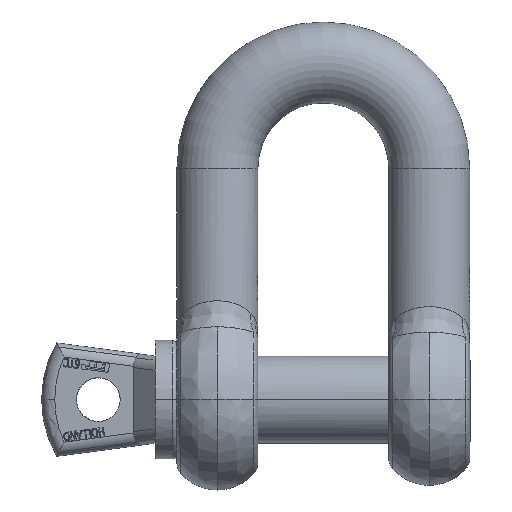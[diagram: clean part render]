
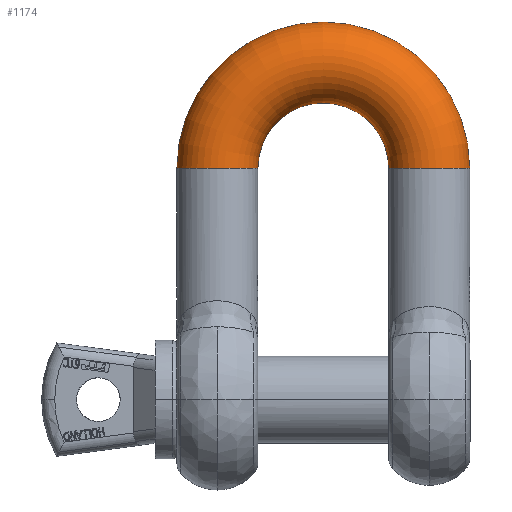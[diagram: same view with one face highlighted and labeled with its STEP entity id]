
A CAD part, top view. The second image highlights one B-rep face of the part: STEP entity #1174.
In plain terms, the highlighted toroidal (fillet/blend) face has major radius 85 mm and minor radius 32.5 mm.
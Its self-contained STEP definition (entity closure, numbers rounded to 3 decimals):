
#1174=ADVANCED_FACE('',(#2902),#2903,.T.);
#2902=FACE_OUTER_BOUND('',#6638,.T.);
#2903=TOROIDAL_SURFACE('',#6639,85.0,32.5);
#6638=EDGE_LOOP('',(#12177,#12178,#12179,#12180));
#6639=AXIS2_PLACEMENT_3D('',#12181,#12182,#12183);
#12177=ORIENTED_EDGE('',*,*,#17856,.F.);
#12178=ORIENTED_EDGE('',*,*,#18214,.F.);
#12179=ORIENTED_EDGE('',*,*,#17854,.F.);
#12180=ORIENTED_EDGE('',*,*,#17663,.T.);
#12181=CARTESIAN_POINT('',(0.0,185.5,0.0));
#12182=DIRECTION('',(0.0,0.0,-1.0));
#12183=DIRECTION('',(-1.0,0.0,0.0));
#17663=EDGE_CURVE('',#20620,#20622,#21043,.F.);
#17854=EDGE_CURVE('',#20620,#21336,#21337,.F.);
#17856=EDGE_CURVE('',#21338,#20622,#21340,.T.);
#18214=EDGE_CURVE('',#21336,#21338,#21844,.T.);
#20620=VERTEX_POINT('',#25675);
#20622=VERTEX_POINT('',#25678);
#21043=CIRCLE('',#27274,32.5);
#21336=VERTEX_POINT('',#27945);
#21337=CIRCLE('',#27946,52.5);
#21338=VERTEX_POINT('',#27947);
#21340=CIRCLE('',#27949,117.5);
#21844=CIRCLE('',#29095,32.5);
#25675=CARTESIAN_POINT('',(52.5,185.5,0.0));
#25678=CARTESIAN_POINT('',(117.5,185.5,0.));
#27274=AXIS2_PLACEMENT_3D('',#37505,#37506,#37507);
#27945=CARTESIAN_POINT('',(-52.5,185.5,0.0));
#27946=AXIS2_PLACEMENT_3D('',#37567,#37568,#37569);
#27947=CARTESIAN_POINT('',(-117.5,185.5,0.));
#27949=AXIS2_PLACEMENT_3D('',#37573,#37574,#37575);
#29095=AXIS2_PLACEMENT_3D('',#37656,#37657,#37658);
#37505=CARTESIAN_POINT('',(85.0,185.5,0.0));
#37506=DIRECTION('',(0.0,-1.0,0.0));
#37507=DIRECTION('',(1.0,0.0,0.0));
#37567=CARTESIAN_POINT('',(0.0,185.5,0.));
#37568=DIRECTION('',(0.0,0.0,-1.0));
#37569=DIRECTION('',(1.0,0.0,0.0));
#37573=CARTESIAN_POINT('',(0.0,185.5,0.0));
#37574=DIRECTION('',(0.0,0.0,-1.0));
#37575=DIRECTION('',(1.0,0.0,0.0));
#37656=CARTESIAN_POINT('',(-85.0,185.5,0.0));
#37657=DIRECTION('',(0.0,-1.0,0.0));
#37658=DIRECTION('',(1.0,0.0,0.0));
